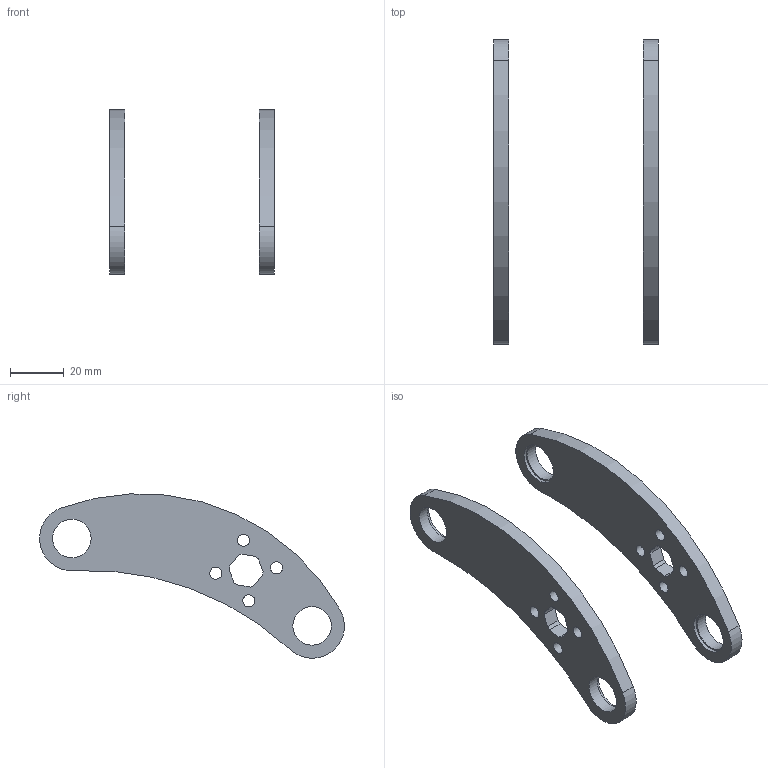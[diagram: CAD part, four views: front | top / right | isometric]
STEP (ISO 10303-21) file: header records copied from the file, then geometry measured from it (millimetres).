
FILE_DESCRIPTION(/* description */ ('STEP AP214'),/* implementation_level */ '2;1');
FILE_NAME(/* name */ '6079e8cecf63d313d678787e',/* time_stamp */ '2021-04-16T19:43:11+00:00',/* author */ (''),/* organization */ (''),/* preprocessor_version */ 'ST-DEVELOPER v18.1',/* originating_system */ ' ',/* authorisation */ ' ');
FILE_SCHEMA (('AUTOMOTIVE_DESIGN {1 0 10303 214 3 1 1}'));
Length unit declared in the file: metre
Products named in the file (2): Intake front plate left; Intake front plate right
Bounding box: 61.2 x 113.26 x 61.03 mm (x, y, z)
Volume: 32284.9 mm3; surface area: 16760.1 mm2
Topology: 2 solids, 2 shells, 56 faces, 144 edges, 96 vertices
Faces by surface type: cylinder 36, plane 20
Full cylindrical faces by diameter (mm): 4.5 x8, 14.3 x4, 15.4 x4
Entity records: 1771 total; most frequent: DIRECTION 316, CARTESIAN_POINT 282, ORIENTED_EDGE 256, AXIS2_PLACEMENT_3D 130, EDGE_CURVE 128, EDGE_LOOP 104, FACE_BOUND 104, VERTEX_POINT 96
